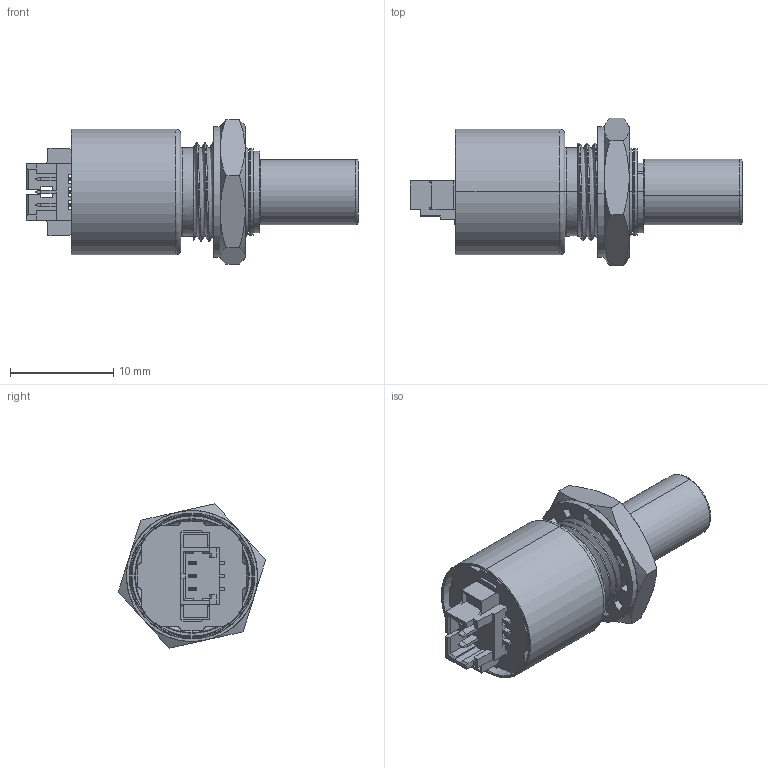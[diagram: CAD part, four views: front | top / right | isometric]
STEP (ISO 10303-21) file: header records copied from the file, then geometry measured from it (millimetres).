
FILE_DESCRIPTION (( 'STEP AP214' ), '1' );
FILE_NAME ('MA3-X-250-N.STEP', '2017-01-17T15:50:10', ( '' ), ( '' ), 'SwSTEP 2.0', 'SolidWorks 2016', '' );
FILE_SCHEMA (( 'AUTOMOTIVE_DESIGN' ));
Length unit declared in the file: inch
Products named in the file (1): MA3-X-250-N
Bounding box: 32.18 x 14.32 x 13.98 mm (x, y, z)
Volume: 1817.2 mm3; surface area: 3237.9 mm2
Topology: 12 solids, 12 shells, 684 faces, 1849 edges, 1214 vertices
Faces by surface type: plane 438, cylinder 191, torus 32, cone 19, bspline 4
Entity records: 33090 total; most frequent: CARTESIAN_POINT 6587, ORIENTED_EDGE 3698, DIRECTION 3526, EDGE_CURVE 1849, VECTOR 1318, LINE 1318, VERTEX_POINT 1214, AXIS2_PLACEMENT_3D 1104
